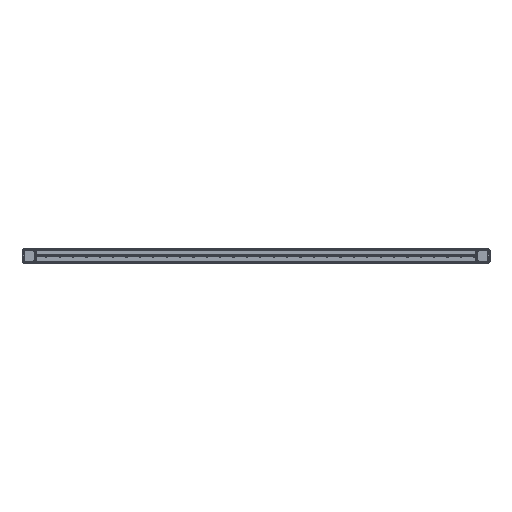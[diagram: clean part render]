
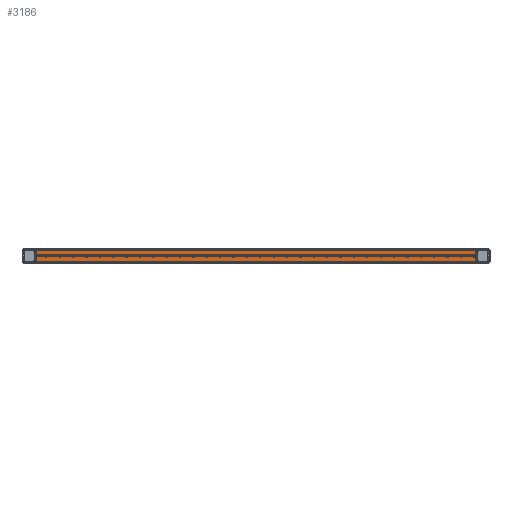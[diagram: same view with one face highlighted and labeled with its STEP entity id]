
A CAD part, front view. The second image highlights one B-rep face of the part: STEP entity #3186.
In plain terms, the highlighted planar face has unit normal (0, -1, 0).
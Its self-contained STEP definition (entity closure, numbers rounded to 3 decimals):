
#1934 = DIRECTION ( 'NONE',  ( 0., 0., -1. ) ) ;
#1938 = VECTOR ( 'NONE', #1934, 1000. ) ;
#3186 = ADVANCED_FACE ( 'NONE', ( #7158 ), #6260, .F. ) ;
#3334 = DIRECTION ( 'NONE',  ( -1., 0., 0. ) ) ;
#4161 = EDGE_CURVE ( 'NONE', #18110, #7045, #21280, .T. ) ;
#4359 = EDGE_CURVE ( 'NONE', #6699, #8984, #5285, .T. ) ;
#4632 = CARTESIAN_POINT ( 'NONE',  ( -460., 185., -12. ) ) ;
#5285 = LINE ( 'NONE', #10767, #11195 ) ;
#5288 = EDGE_LOOP ( 'NONE', ( #14197, #7039, #18499, #23491 ) ) ;
#5336 = EDGE_CURVE ( 'NONE', #7045, #6699, #22281, .T. ) ;
#5474 = CARTESIAN_POINT ( 'NONE',  ( 460., 185., 0. ) ) ;
#5561 = CARTESIAN_POINT ( 'NONE',  ( 460., 185., -12. ) ) ;
#6260 = PLANE ( 'NONE',  #9464 ) ;
#6699 = VERTEX_POINT ( 'NONE', #5561 ) ;
#6960 = CARTESIAN_POINT ( 'NONE',  ( 460., 185., 12. ) ) ;
#7039 = ORIENTED_EDGE ( 'NONE', *, *, #14982, .F. ) ;
#7045 = VERTEX_POINT ( 'NONE', #6960 ) ;
#7158 = FACE_OUTER_BOUND ( 'NONE', #5288, .T. ) ;
#8984 = VERTEX_POINT ( 'NONE', #4632 ) ;
#9053 = LINE ( 'NONE', #15874, #22475 ) ;
#9464 = AXIS2_PLACEMENT_3D ( 'NONE', #14016, #17520, #13557 ) ;
#10339 = CARTESIAN_POINT ( 'NONE',  ( -100000., 185., 12. ) ) ;
#10767 = CARTESIAN_POINT ( 'NONE',  ( -100000., 185., -12. ) ) ;
#11195 = VECTOR ( 'NONE', #3334, 1000. ) ;
#13557 = DIRECTION ( 'NONE',  ( 1., 0., 0. ) ) ;
#14016 = CARTESIAN_POINT ( 'NONE',  ( -100000., 185., -12. ) ) ;
#14047 = DIRECTION ( 'NONE',  ( 1., 0., 0. ) ) ;
#14197 = ORIENTED_EDGE ( 'NONE', *, *, #4161, .F. ) ;
#14982 = EDGE_CURVE ( 'NONE', #8984, #18110, #9053, .T. ) ;
#15874 = CARTESIAN_POINT ( 'NONE',  ( -460., 185., 0. ) ) ;
#17520 = DIRECTION ( 'NONE',  ( 0., 1., 0. ) ) ;
#18110 = VERTEX_POINT ( 'NONE', #21937 ) ;
#18474 = VECTOR ( 'NONE', #14047, 1000. ) ;
#18499 = ORIENTED_EDGE ( 'NONE', *, *, #4359, .F. ) ;
#21280 = LINE ( 'NONE', #10339, #18474 ) ;
#21937 = CARTESIAN_POINT ( 'NONE',  ( -460., 185., 12. ) ) ;
#22281 = LINE ( 'NONE', #5474, #1938 ) ;
#22475 = VECTOR ( 'NONE', #23533, 1000. ) ;
#23491 = ORIENTED_EDGE ( 'NONE', *, *, #5336, .F. ) ;
#23533 = DIRECTION ( 'NONE',  ( 0., 0., 1. ) ) ;
